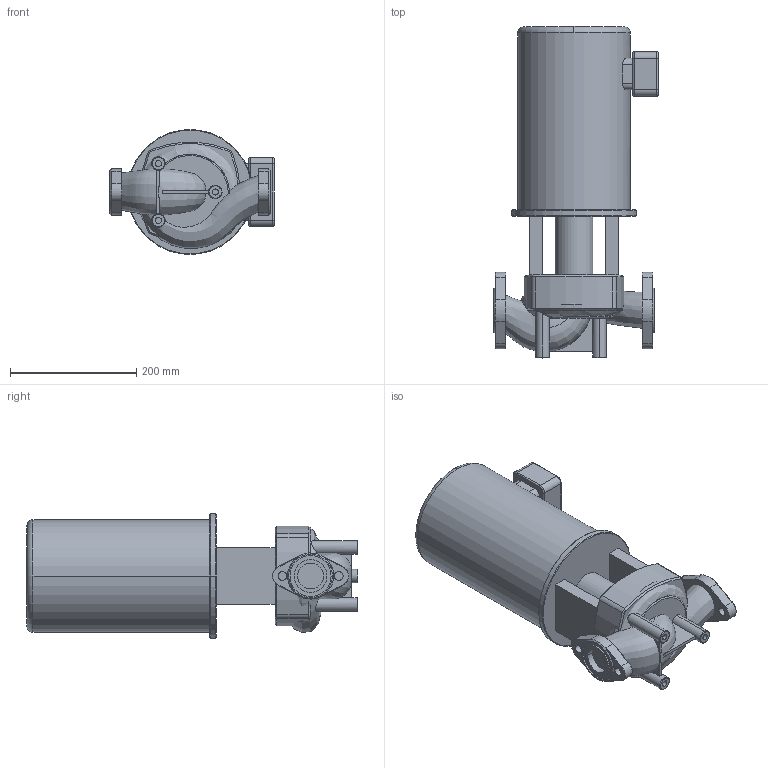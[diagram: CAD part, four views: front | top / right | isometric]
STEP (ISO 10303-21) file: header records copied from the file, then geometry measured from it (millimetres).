
FILE_DESCRIPTION((''),'2;1');
FILE_NAME('3d_IPL1.5-38_90-2 115_208-230_TEFC-2705037.stp','2009-12-21T08:51:56',(''),(''),'Mechanical Desktop 2008','Mechanical Desktop 2008',', , ');
FILE_SCHEMA(('CONFIG_CONTROL_DESIGN'));
Length unit declared in the file: inch
Products named in the file (1): Product
Bounding box: 260.35 x 525.26 x 197.8 mm (x, y, z)
Volume: 11264242.7 mm3; surface area: 556660.3 mm2
Topology: 10 solids, 10 shells, 254 faces, 600 edges, 376 vertices
Faces by surface type: bspline 94, cylinder 64, plane 51, torus 23, cone 22
Full cylindrical faces by diameter (mm): 21.431 x1
Entity records: 13221 total; most frequent: CARTESIAN_POINT 7453, ORIENTED_EDGE 1200, DIRECTION 1120, EDGE_CURVE 600, AXIS2_PLACEMENT_3D 409, VERTEX_POINT 376, VECTOR 302, LINE 302
